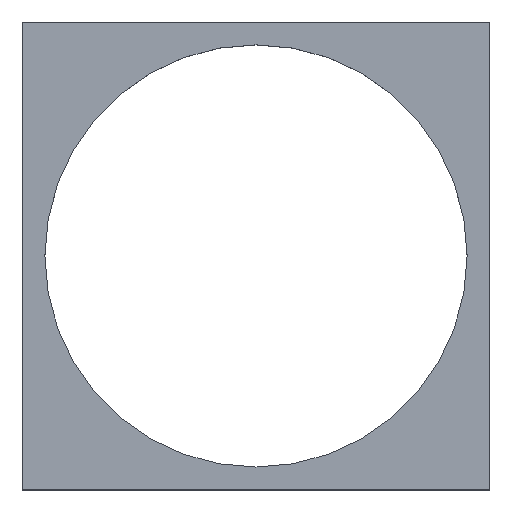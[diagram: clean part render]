
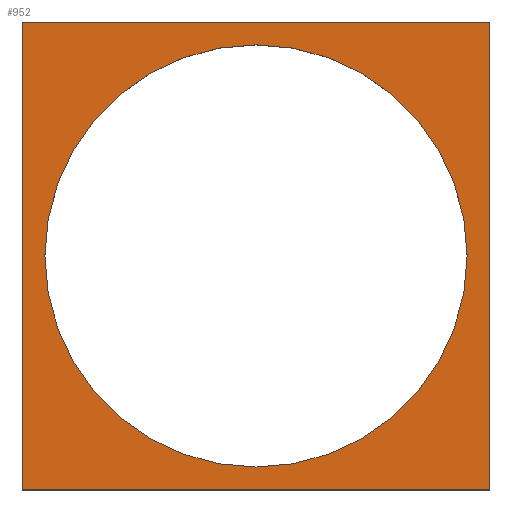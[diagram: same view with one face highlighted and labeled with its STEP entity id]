
A CAD part, top view. The second image highlights one B-rep face of the part: STEP entity #952.
In plain terms, the highlighted planar face has unit normal (0, 0, 1).
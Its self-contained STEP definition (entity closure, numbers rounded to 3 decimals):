
#15 = VECTOR ( 'NONE', #1862, 1000. ) ;
#132 = FACE_OUTER_BOUND ( 'NONE', #2906, .T. ) ;
#148 = EDGE_LOOP ( 'NONE', ( #1572, #2589 ) ) ;
#171 = VERTEX_POINT ( 'NONE', #2138 ) ;
#317 = LINE ( 'NONE', #1377, #3064 ) ;
#342 = AXIS2_PLACEMENT_3D ( 'NONE', #2775, #1204, #2209 ) ;
#444 = LINE ( 'NONE', #1265, #521 ) ;
#475 = DIRECTION ( 'NONE',  ( 0., 0., 1. ) ) ;
#521 = VECTOR ( 'NONE', #3144, 1000. ) ;
#572 = CARTESIAN_POINT ( 'NONE',  ( -332.5, -332.5, 70. ) ) ;
#674 = VERTEX_POINT ( 'NONE', #1797 ) ;
#697 = FACE_BOUND ( 'NONE', #148, .T. ) ;
#901 = AXIS2_PLACEMENT_3D ( 'NONE', #3250, #1132, #2670 ) ;
#908 = CARTESIAN_POINT ( 'NONE',  ( 300., 0., 70. ) ) ;
#952 = ADVANCED_FACE ( 'NONE', ( #697, #132 ), #1719, .T. ) ;
#957 = CIRCLE ( 'NONE', #1079, 300. ) ;
#995 = CARTESIAN_POINT ( 'NONE',  ( 0., 0., 70. ) ) ;
#1027 = EDGE_CURVE ( 'NONE', #1876, #171, #957, .T. ) ;
#1079 = AXIS2_PLACEMENT_3D ( 'NONE', #995, #475, #1540 ) ;
#1132 = DIRECTION ( 'NONE',  ( 0., 0., 1. ) ) ;
#1204 = DIRECTION ( 'NONE',  ( 0., 0., 1. ) ) ;
#1261 = EDGE_CURVE ( 'NONE', #1505, #674, #444, .T. ) ;
#1265 = CARTESIAN_POINT ( 'NONE',  ( -332.5, 332.5, 70. ) ) ;
#1377 = CARTESIAN_POINT ( 'NONE',  ( -332.5, 332.5, 70. ) ) ;
#1390 = DIRECTION ( 'NONE',  ( -1., 0., 0. ) ) ;
#1505 = VERTEX_POINT ( 'NONE', #2846 ) ;
#1540 = DIRECTION ( 'NONE',  ( 1., 0., 0. ) ) ;
#1572 = ORIENTED_EDGE ( 'NONE', *, *, #1027, .F. ) ;
#1645 = LINE ( 'NONE', #572, #3122 ) ;
#1686 = CARTESIAN_POINT ( 'NONE',  ( 332.5, -332.5, 70. ) ) ;
#1719 = PLANE ( 'NONE',  #342 ) ;
#1797 = CARTESIAN_POINT ( 'NONE',  ( -332.5, -332.5, 70. ) ) ;
#1862 = DIRECTION ( 'NONE',  ( 0., 1., 0. ) ) ;
#1876 = VERTEX_POINT ( 'NONE', #908 ) ;
#1916 = DIRECTION ( 'NONE',  ( 1., 0., 0. ) ) ;
#2030 = EDGE_CURVE ( 'NONE', #2792, #1505, #317, .T. ) ;
#2105 = EDGE_CURVE ( 'NONE', #674, #2531, #1645, .T. ) ;
#2138 = CARTESIAN_POINT ( 'NONE',  ( -300., 0., 70. ) ) ;
#2146 = LINE ( 'NONE', #2364, #15 ) ;
#2206 = ORIENTED_EDGE ( 'NONE', *, *, #2030, .T. ) ;
#2209 = DIRECTION ( 'NONE',  ( 1., 0., 0. ) ) ;
#2364 = CARTESIAN_POINT ( 'NONE',  ( 332.5, 332.5, 70. ) ) ;
#2531 = VERTEX_POINT ( 'NONE', #1686 ) ;
#2589 = ORIENTED_EDGE ( 'NONE', *, *, #2933, .F. ) ;
#2622 = ORIENTED_EDGE ( 'NONE', *, *, #2105, .T. ) ;
#2670 = DIRECTION ( 'NONE',  ( 1., 0., 0. ) ) ;
#2679 = CIRCLE ( 'NONE', #901, 300. ) ;
#2713 = EDGE_CURVE ( 'NONE', #2531, #2792, #2146, .T. ) ;
#2775 = CARTESIAN_POINT ( 'NONE',  ( 0., 0., 70. ) ) ;
#2792 = VERTEX_POINT ( 'NONE', #2795 ) ;
#2795 = CARTESIAN_POINT ( 'NONE',  ( 332.5, 332.5, 70. ) ) ;
#2846 = CARTESIAN_POINT ( 'NONE',  ( -332.5, 332.5, 70. ) ) ;
#2906 = EDGE_LOOP ( 'NONE', ( #3079, #2206, #3039, #2622 ) ) ;
#2933 = EDGE_CURVE ( 'NONE', #171, #1876, #2679, .T. ) ;
#3039 = ORIENTED_EDGE ( 'NONE', *, *, #1261, .T. ) ;
#3064 = VECTOR ( 'NONE', #1390, 1000. ) ;
#3079 = ORIENTED_EDGE ( 'NONE', *, *, #2713, .T. ) ;
#3122 = VECTOR ( 'NONE', #1916, 1000. ) ;
#3144 = DIRECTION ( 'NONE',  ( 0., -1., 0. ) ) ;
#3250 = CARTESIAN_POINT ( 'NONE',  ( 0., 0., 70. ) ) ;
